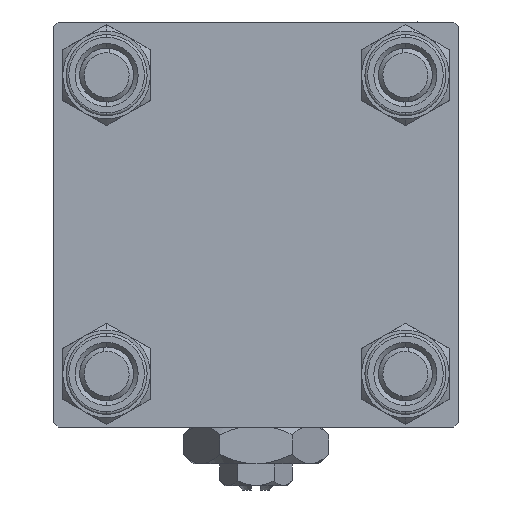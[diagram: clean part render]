
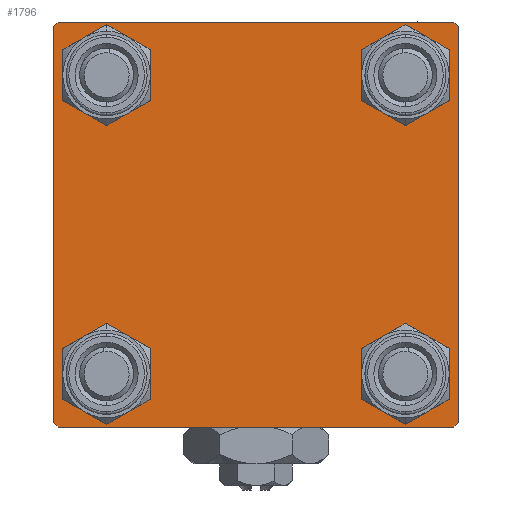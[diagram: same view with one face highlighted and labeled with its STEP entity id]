
A CAD part, left-side view. The second image highlights one B-rep face of the part: STEP entity #1796.
In plain terms, the highlighted planar face has unit normal (-1, 0, 0).
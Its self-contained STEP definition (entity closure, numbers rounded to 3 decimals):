
#59 = VERTEX_POINT ( 'NONE', #38838 ) ;
#311 = AXIS2_PLACEMENT_3D ( 'NONE', #1226, #26407, #34808 ) ;
#352 = CIRCLE ( 'NONE', #40992, 3.5 ) ;
#634 = DIRECTION ( 'NONE',  ( 0., -0.707, -0.707 ) ) ;
#998 = DIRECTION ( 'NONE',  ( 1., 0., 0. ) ) ;
#1226 = CARTESIAN_POINT ( 'NONE',  ( 0., -16.6, -16.6 ) ) ;
#1504 = EDGE_CURVE ( 'NONE', #12459, #6032, #27648, .T. ) ;
#1658 = AXIS2_PLACEMENT_3D ( 'NONE', #40054, #52753, #32224 ) ;
#1796 = ADVANCED_FACE ( 'NONE', ( #42798, #22505, #29816, #9772, #18429 ), #5440, .T. ) ;
#3066 = CIRCLE ( 'NONE', #30765, 3.5 ) ;
#3593 = DIRECTION ( 'NONE',  ( 1., 0., 0. ) ) ;
#4235 = EDGE_CURVE ( 'NONE', #48171, #12830, #23464, .T. ) ;
#4427 = DIRECTION ( 'NONE',  ( 1., 0., 0. ) ) ;
#4740 = EDGE_CURVE ( 'NONE', #12459, #6041, #33568, .T. ) ;
#5440 = PLANE ( 'NONE',  #14832 ) ;
#5713 = DIRECTION ( 'NONE',  ( -1., 0., 0. ) ) ;
#6032 = VERTEX_POINT ( 'NONE', #31861 ) ;
#6041 = VERTEX_POINT ( 'NONE', #27508 ) ;
#6139 = DIRECTION ( 'NONE',  ( 0., 0., 1. ) ) ;
#7167 = VECTOR ( 'NONE', #14114, 1000. ) ;
#7277 = CARTESIAN_POINT ( 'NONE',  ( 0., 16.6, -20.1 ) ) ;
#7943 = VECTOR ( 'NONE', #15460, 1000. ) ;
#8019 = DIRECTION ( 'NONE',  ( 1., 0., 0. ) ) ;
#8718 = EDGE_CURVE ( 'NONE', #12830, #48171, #11508, .T. ) ;
#8984 = EDGE_CURVE ( 'NONE', #32292, #25515, #51266, .T. ) ;
#9025 = CARTESIAN_POINT ( 'NONE',  ( 0., 22.5, -22.5 ) ) ;
#9300 = EDGE_CURVE ( 'NONE', #12259, #37522, #35751, .T. ) ;
#9744 = VECTOR ( 'NONE', #50046, 1000. ) ;
#9772 = FACE_BOUND ( 'NONE', #24177, .T. ) ;
#9969 = CARTESIAN_POINT ( 'NONE',  ( 0., -16.6, 13.1 ) ) ;
#9997 = CARTESIAN_POINT ( 'NONE',  ( 0., -16.6, -13.1 ) ) ;
#10223 = CARTESIAN_POINT ( 'NONE',  ( 0., 22.5, -22. ) ) ;
#10663 = ORIENTED_EDGE ( 'NONE', *, *, #27209, .T. ) ;
#11508 = CIRCLE ( 'NONE', #40903, 3.5 ) ;
#11960 = CARTESIAN_POINT ( 'NONE',  ( 0., 16.6, 20.1 ) ) ;
#12259 = VERTEX_POINT ( 'NONE', #17099 ) ;
#12406 = EDGE_CURVE ( 'NONE', #19949, #45265, #17732, .T. ) ;
#12459 = VERTEX_POINT ( 'NONE', #48399 ) ;
#12750 = CARTESIAN_POINT ( 'NONE',  ( 0., 16.6, -16.6 ) ) ;
#12830 = VERTEX_POINT ( 'NONE', #17440 ) ;
#13380 = ORIENTED_EDGE ( 'NONE', *, *, #42981, .T. ) ;
#13760 = ORIENTED_EDGE ( 'NONE', *, *, #39481, .T. ) ;
#14114 = DIRECTION ( 'NONE',  ( 0., 0.707, 0.707 ) ) ;
#14832 = AXIS2_PLACEMENT_3D ( 'NONE', #34963, #5713, #46308 ) ;
#14886 = DIRECTION ( 'NONE',  ( 0., 0., -1. ) ) ;
#15460 = DIRECTION ( 'NONE',  ( 0., 0.707, -0.707 ) ) ;
#15573 = CARTESIAN_POINT ( 'NONE',  ( 0., 22.5, 22.5 ) ) ;
#16282 = EDGE_LOOP ( 'NONE', ( #24164, #42253, #52360, #26013, #24880, #13760, #17610, #36436 ) ) ;
#17099 = CARTESIAN_POINT ( 'NONE',  ( 0., -22.5, 22. ) ) ;
#17436 = ORIENTED_EDGE ( 'NONE', *, *, #4235, .T. ) ;
#17440 = CARTESIAN_POINT ( 'NONE',  ( 0., 16.6, 13.1 ) ) ;
#17494 = EDGE_CURVE ( 'NONE', #45580, #37522, #18199, .T. ) ;
#17610 = ORIENTED_EDGE ( 'NONE', *, *, #4740, .F. ) ;
#17732 = CIRCLE ( 'NONE', #45361, 3.5 ) ;
#18199 = LINE ( 'NONE', #19462, #48994 ) ;
#18429 = FACE_OUTER_BOUND ( 'NONE', #16282, .T. ) ;
#19000 = ORIENTED_EDGE ( 'NONE', *, *, #8984, .T. ) ;
#19122 = AXIS2_PLACEMENT_3D ( 'NONE', #42686, #998, #6139 ) ;
#19443 = DIRECTION ( 'NONE',  ( 1., 0., 0. ) ) ;
#19462 = CARTESIAN_POINT ( 'NONE',  ( 0., -22.25, -22.25 ) ) ;
#19647 = LINE ( 'NONE', #15573, #40052 ) ;
#19835 = DIRECTION ( 'NONE',  ( 0., 0., 1. ) ) ;
#19949 = VERTEX_POINT ( 'NONE', #43736 ) ;
#20533 = CARTESIAN_POINT ( 'NONE',  ( 0., 16.6, -13.1 ) ) ;
#22027 = LINE ( 'NONE', #9025, #29971 ) ;
#22261 = CARTESIAN_POINT ( 'NONE',  ( 0., -16.6, -16.6 ) ) ;
#22505 = FACE_BOUND ( 'NONE', #24891, .T. ) ;
#22518 = LINE ( 'NONE', #38762, #7167 ) ;
#23464 = CIRCLE ( 'NONE', #19122, 3.5 ) ;
#23991 = DIRECTION ( 'NONE',  ( 0., 0., -1. ) ) ;
#24010 = CARTESIAN_POINT ( 'NONE',  ( 0., -16.6, 16.6 ) ) ;
#24164 = ORIENTED_EDGE ( 'NONE', *, *, #40237, .T. ) ;
#24177 = EDGE_LOOP ( 'NONE', ( #17436, #42661 ) ) ;
#24880 = ORIENTED_EDGE ( 'NONE', *, *, #9300, .F. ) ;
#24891 = EDGE_LOOP ( 'NONE', ( #45125, #40628 ) ) ;
#25515 = VERTEX_POINT ( 'NONE', #20533 ) ;
#26013 = ORIENTED_EDGE ( 'NONE', *, *, #17494, .T. ) ;
#26407 = DIRECTION ( 'NONE',  ( 1., 0., 0. ) ) ;
#26603 = DIRECTION ( 'NONE',  ( 0., -0.707, 0.707 ) ) ;
#27209 = EDGE_CURVE ( 'NONE', #37239, #31202, #28443, .T. ) ;
#27508 = CARTESIAN_POINT ( 'NONE',  ( 0., -22., 22.5 ) ) ;
#27648 = LINE ( 'NONE', #44153, #7943 ) ;
#28443 = CIRCLE ( 'NONE', #1658, 3.5 ) ;
#28824 = LINE ( 'NONE', #46655, #34827 ) ;
#29816 = FACE_BOUND ( 'NONE', #51188, .T. ) ;
#29971 = VECTOR ( 'NONE', #41517, 1000. ) ;
#30765 = AXIS2_PLACEMENT_3D ( 'NONE', #24010, #8019, #49146 ) ;
#31144 = DIRECTION ( 'NONE',  ( 0., 0., 1. ) ) ;
#31202 = VERTEX_POINT ( 'NONE', #35506 ) ;
#31675 = CARTESIAN_POINT ( 'NONE',  ( 0., 16.6, -16.6 ) ) ;
#31861 = CARTESIAN_POINT ( 'NONE',  ( 0., 22.5, 22. ) ) ;
#32224 = DIRECTION ( 'NONE',  ( 0., 0., 1. ) ) ;
#32292 = VERTEX_POINT ( 'NONE', #7277 ) ;
#33568 = LINE ( 'NONE', #49256, #9744 ) ;
#34808 = DIRECTION ( 'NONE',  ( 0., 0., 1. ) ) ;
#34827 = VECTOR ( 'NONE', #634, 1000. ) ;
#34963 = CARTESIAN_POINT ( 'NONE',  ( 0., 0., 0. ) ) ;
#35506 = CARTESIAN_POINT ( 'NONE',  ( 0., -16.6, 20.1 ) ) ;
#35751 = LINE ( 'NONE', #47652, #37491 ) ;
#36133 = VERTEX_POINT ( 'NONE', #10223 ) ;
#36436 = ORIENTED_EDGE ( 'NONE', *, *, #1504, .T. ) ;
#36617 = AXIS2_PLACEMENT_3D ( 'NONE', #12750, #3593, #19835 ) ;
#36913 = CARTESIAN_POINT ( 'NONE',  ( 0., -22., -22.5 ) ) ;
#37239 = VERTEX_POINT ( 'NONE', #9969 ) ;
#37491 = VECTOR ( 'NONE', #14886, 1000. ) ;
#37522 = VERTEX_POINT ( 'NONE', #43131 ) ;
#38495 = EDGE_LOOP ( 'NONE', ( #40206, #10663 ) ) ;
#38542 = EDGE_CURVE ( 'NONE', #36133, #59, #28824, .T. ) ;
#38762 = CARTESIAN_POINT ( 'NONE',  ( 0., -22.25, 22.25 ) ) ;
#38838 = CARTESIAN_POINT ( 'NONE',  ( 0., 22., -22.5 ) ) ;
#39481 = EDGE_CURVE ( 'NONE', #12259, #6041, #22518, .T. ) ;
#40052 = VECTOR ( 'NONE', #23991, 1000. ) ;
#40054 = CARTESIAN_POINT ( 'NONE',  ( 0., -16.6, 16.6 ) ) ;
#40206 = ORIENTED_EDGE ( 'NONE', *, *, #49199, .T. ) ;
#40237 = EDGE_CURVE ( 'NONE', #6032, #36133, #19647, .T. ) ;
#40578 = DIRECTION ( 'NONE',  ( 0., 0., 1. ) ) ;
#40628 = ORIENTED_EDGE ( 'NONE', *, *, #12406, .T. ) ;
#40903 = AXIS2_PLACEMENT_3D ( 'NONE', #41524, #4427, #44800 ) ;
#40992 = AXIS2_PLACEMENT_3D ( 'NONE', #31675, #48425, #31144 ) ;
#41517 = DIRECTION ( 'NONE',  ( 0., -1., 0. ) ) ;
#41524 = CARTESIAN_POINT ( 'NONE',  ( 0., 16.6, 16.6 ) ) ;
#42240 = EDGE_CURVE ( 'NONE', #45265, #19949, #51324, .T. ) ;
#42253 = ORIENTED_EDGE ( 'NONE', *, *, #38542, .T. ) ;
#42661 = ORIENTED_EDGE ( 'NONE', *, *, #8718, .T. ) ;
#42686 = CARTESIAN_POINT ( 'NONE',  ( 0., 16.6, 16.6 ) ) ;
#42798 = FACE_BOUND ( 'NONE', #38495, .T. ) ;
#42981 = EDGE_CURVE ( 'NONE', #25515, #32292, #352, .T. ) ;
#43131 = CARTESIAN_POINT ( 'NONE',  ( 0., -22.5, -22. ) ) ;
#43736 = CARTESIAN_POINT ( 'NONE',  ( 0., -16.6, -20.1 ) ) ;
#44153 = CARTESIAN_POINT ( 'NONE',  ( 0., 22.25, 22.25 ) ) ;
#44800 = DIRECTION ( 'NONE',  ( 0., 0., 1. ) ) ;
#45125 = ORIENTED_EDGE ( 'NONE', *, *, #42240, .T. ) ;
#45265 = VERTEX_POINT ( 'NONE', #9997 ) ;
#45361 = AXIS2_PLACEMENT_3D ( 'NONE', #22261, #19443, #40578 ) ;
#45580 = VERTEX_POINT ( 'NONE', #36913 ) ;
#46308 = DIRECTION ( 'NONE',  ( 0., 0., 1. ) ) ;
#46655 = CARTESIAN_POINT ( 'NONE',  ( 0., 22.25, -22.25 ) ) ;
#47652 = CARTESIAN_POINT ( 'NONE',  ( 0., -22.5, 22.5 ) ) ;
#48171 = VERTEX_POINT ( 'NONE', #11960 ) ;
#48399 = CARTESIAN_POINT ( 'NONE',  ( 0., 22., 22.5 ) ) ;
#48425 = DIRECTION ( 'NONE',  ( 1., 0., 0. ) ) ;
#48994 = VECTOR ( 'NONE', #26603, 1000. ) ;
#49146 = DIRECTION ( 'NONE',  ( 0., 0., 1. ) ) ;
#49199 = EDGE_CURVE ( 'NONE', #31202, #37239, #3066, .T. ) ;
#49256 = CARTESIAN_POINT ( 'NONE',  ( 0., 22.5, 22.5 ) ) ;
#50046 = DIRECTION ( 'NONE',  ( 0., -1., 0. ) ) ;
#51188 = EDGE_LOOP ( 'NONE', ( #13380, #19000 ) ) ;
#51266 = CIRCLE ( 'NONE', #36617, 3.5 ) ;
#51324 = CIRCLE ( 'NONE', #311, 3.5 ) ;
#51530 = EDGE_CURVE ( 'NONE', #59, #45580, #22027, .T. ) ;
#52360 = ORIENTED_EDGE ( 'NONE', *, *, #51530, .T. ) ;
#52753 = DIRECTION ( 'NONE',  ( 1., 0., 0. ) ) ;
